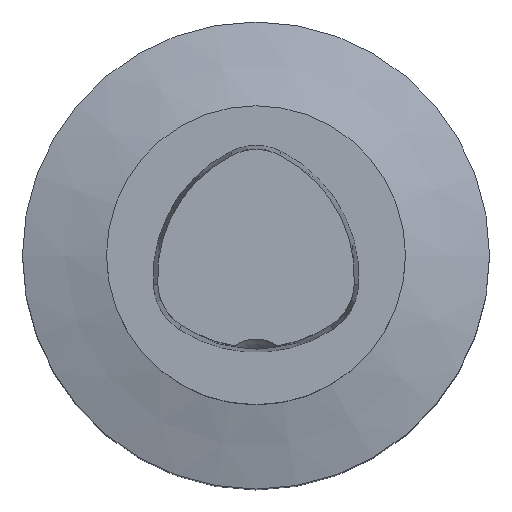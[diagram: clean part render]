
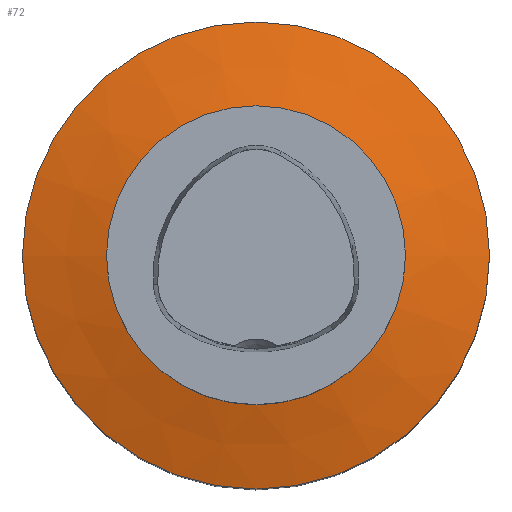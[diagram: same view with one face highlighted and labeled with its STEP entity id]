
A CAD part, top view. The second image highlights one B-rep face of the part: STEP entity #72.
In plain terms, the highlighted conical face has half-angle 75 degrees and reference radius 16 mm.
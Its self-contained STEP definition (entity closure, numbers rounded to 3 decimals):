
#57=CONICAL_SURFACE('',#281,16.0,75.0);
#72=ADVANCED_FACE('',(#95,#96),#57,.T.);
#95=FACE_BOUND('',#109,.T.);
#96=FACE_BOUND('',#110,.T.);
#109=EDGE_LOOP('',(#138));
#110=EDGE_LOOP('',(#139));
#138=ORIENTED_EDGE('',*,*,#222,.T.);
#139=ORIENTED_EDGE('',*,*,#221,.F.);
#198=VERTEX_POINT('',#418);
#199=VERTEX_POINT('',#421);
#221=EDGE_CURVE('',#198,#198,#252,.T.);
#222=EDGE_CURVE('',#199,#199,#253,.T.);
#252=CIRCLE('',#278,16.0);
#253=CIRCLE('',#280,25.0);
#278=AXIS2_PLACEMENT_3D('',#417,#329,#330);
#280=AXIS2_PLACEMENT_3D('',#420,#333,#334);
#281=AXIS2_PLACEMENT_3D('',#422,#335,#336);
#329=DIRECTION('',(0.0,0.0,1.0));
#330=DIRECTION('',(1.0,0.0,0.0));
#333=DIRECTION('',(0.0,0.0,1.0));
#334=DIRECTION('',(1.0,0.0,0.0));
#335=DIRECTION('',(0.0,0.0,-1.0));
#336=DIRECTION('',(-1.0,0.0,0.));
#417=CARTESIAN_POINT('',(0.0,0.,-15.0));
#418=CARTESIAN_POINT('',(16.0,0.,-15.0));
#420=CARTESIAN_POINT('',(0.0,0.,-17.412));
#421=CARTESIAN_POINT('',(25.0,0.,-17.412));
#422=CARTESIAN_POINT('',(0.0,0.,-15.0));
